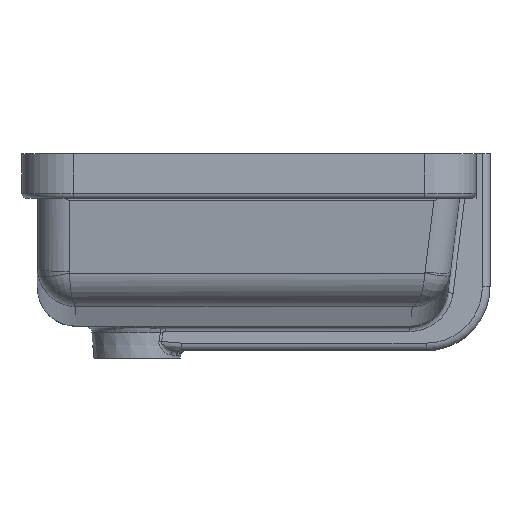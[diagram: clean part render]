
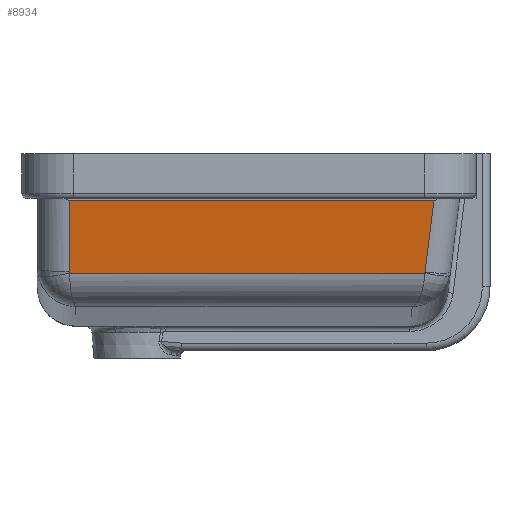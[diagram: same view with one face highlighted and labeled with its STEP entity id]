
A CAD part, left-side view. The second image highlights one B-rep face of the part: STEP entity #8934.
In plain terms, the highlighted planar face has unit normal (-0.993, 0, -0.122).
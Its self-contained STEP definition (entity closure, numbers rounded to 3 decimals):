
#8075=CARTESIAN_POINT('',(-28.258,284.189,-57.329));
#8076=VERTEX_POINT('',#8075);
#8085=CARTESIAN_POINT('',(-28.128,284.079,-58.384));
#8086=VERTEX_POINT('',#8085);
#8094=CARTESIAN_POINT('',(-28.258,279.189,-57.329));
#8095=DIRECTION('',(0.993,0.,0.122));
#8096=DIRECTION('',(0.122,0.,-0.993));
#8097=AXIS2_PLACEMENT_3D('',#8094,#8095,#8096);
#8098=ELLIPSE('',#8097,5.112,5.);
#8099=EDGE_CURVE('',#8086,#8076,#8098,.T.);
#8511=CARTESIAN_POINT('',(-28.236,6.1,-57.506));
#8512=VERTEX_POINT('',#8511);
#8520=CARTESIAN_POINT('',(-28.128,6.247,-58.384));
#8521=VERTEX_POINT('',#8520);
#8522=CARTESIAN_POINT('',(-28.387,16.024,-56.274));
#8523=DIRECTION('',(0.993,0.,0.122));
#8524=DIRECTION('',(0.122,0.051,-0.991));
#8525=AXIS2_PLACEMENT_3D('',#8522,#8523,#8524);
#8526=ELLIPSE('',#8525,10.224,10.);
#8527=EDGE_CURVE('',#8512,#8521,#8526,.T.);
#8671=CARTESIAN_POINT('',(-28.128,6.247,-58.384));
#8672=DIRECTION('',(0.0,1.0,0.0));
#8673=VECTOR('',#8672,277.832);
#8674=LINE('',#8671,#8673);
#8675=EDGE_CURVE('',#8521,#8086,#8674,.T.);
#8902=CARTESIAN_POINT('',(-30.132,309.189,-42.062));
#8903=DIRECTION('',(-0.993,0.,-0.122));
#8904=DIRECTION('',(-0.122,0.0,0.993));
#8905=AXIS2_PLACEMENT_3D('',#8902,#8903,#8904);
#8906=PLANE('',#8905);
#8907=ORIENTED_EDGE('',*,*,#8099,.F.);
#8908=ORIENTED_EDGE('',*,*,#8675,.F.);
#8909=ORIENTED_EDGE('',*,*,#8527,.F.);
#8910=CARTESIAN_POINT('',(-35.097,-0.761,-1.627));
#8911=VERTEX_POINT('',#8910);
#8912=CARTESIAN_POINT('',(-35.097,-0.761,-1.627));
#8913=DIRECTION('',(0.121,0.121,-0.985));
#8914=VECTOR('',#8913,56.715);
#8915=LINE('',#8912,#8914);
#8916=EDGE_CURVE('',#8911,#8512,#8915,.T.);
#8917=ORIENTED_EDGE('',*,*,#8916,.F.);
#8918=CARTESIAN_POINT('',(-35.097,284.189,-1.627));
#8919=VERTEX_POINT('',#8918);
#8920=CARTESIAN_POINT('',(-35.097,-0.761,-1.627));
#8921=DIRECTION('',(0.0,1.0,0.0));
#8922=VECTOR('',#8921,284.949);
#8923=LINE('',#8920,#8922);
#8924=EDGE_CURVE('',#8911,#8919,#8923,.T.);
#8925=ORIENTED_EDGE('',*,*,#8924,.T.);
#8926=CARTESIAN_POINT('',(-28.258,284.189,-57.329));
#8927=DIRECTION('',(-0.122,0.0,0.993));
#8928=VECTOR('',#8927,56.12);
#8929=LINE('',#8926,#8928);
#8930=EDGE_CURVE('',#8076,#8919,#8929,.T.);
#8931=ORIENTED_EDGE('',*,*,#8930,.F.);
#8932=EDGE_LOOP('',(#8907,#8908,#8909,#8917,#8925,#8931));
#8933=FACE_OUTER_BOUND('',#8932,.T.);
#8934=ADVANCED_FACE('',(#8933),#8906,.T.);
